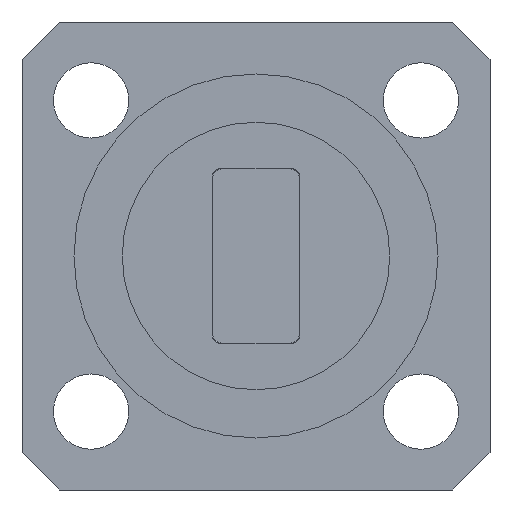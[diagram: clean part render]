
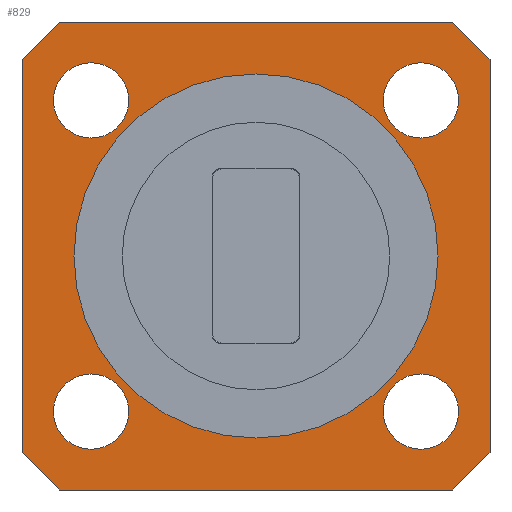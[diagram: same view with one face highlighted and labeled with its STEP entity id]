
A CAD part, left-side view. The second image highlights one B-rep face of the part: STEP entity #829.
In plain terms, the highlighted face is planar.
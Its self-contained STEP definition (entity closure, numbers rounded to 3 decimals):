
#8 = DIRECTION ( 'NONE',  ( -0.707, -0.707, 0. ) ) ;
#38 = EDGE_CURVE ( 'NONE', #1617, #320, #1581, .T. ) ;
#64 = VECTOR ( 'NONE', #2280, 1000. ) ;
#80 = DIRECTION ( 'NONE',  ( 1., 0., 0. ) ) ;
#93 = DIRECTION ( 'NONE',  ( -0.707, 0.707, 0. ) ) ;
#132 = DIRECTION ( 'NONE',  ( 0., 1., 0. ) ) ;
#151 = VECTOR ( 'NONE', #1821, 1000. ) ;
#187 = EDGE_CURVE ( 'NONE', #1558, #1558, #2091, .T. ) ;
#260 = ORIENTED_EDGE ( 'NONE', *, *, #916, .T. ) ;
#268 = EDGE_CURVE ( 'NONE', #654, #2532, #1279, .T. ) ;
#282 = EDGE_LOOP ( 'NONE', ( #2060, #461, #260, #719, #323, #649, #2009, #2069 ) ) ;
#287 = AXIS2_PLACEMENT_3D ( 'NONE', #518, #504, #80 ) ;
#315 = FACE_BOUND ( 'NONE', #1059, .T. ) ;
#320 = VERTEX_POINT ( 'NONE', #1975 ) ;
#323 = ORIENTED_EDGE ( 'NONE', *, *, #387, .T. ) ;
#374 = VECTOR ( 'NONE', #1297, 1000. ) ;
#384 = AXIS2_PLACEMENT_3D ( 'NONE', #2042, #417, #1300 ) ;
#387 = EDGE_CURVE ( 'NONE', #2405, #2514, #2264, .T. ) ;
#417 = DIRECTION ( 'NONE',  ( 0., 0., 1. ) ) ;
#430 = AXIS2_PLACEMENT_3D ( 'NONE', #1381, #1504, #2374 ) ;
#461 = ORIENTED_EDGE ( 'NONE', *, *, #1437, .T. ) ;
#504 = DIRECTION ( 'NONE',  ( 0., 0., 1. ) ) ;
#518 = CARTESIAN_POINT ( 'NONE',  ( -6.35, -6.73, 0. ) ) ;
#529 = FACE_BOUND ( 'NONE', #2250, .T. ) ;
#541 = FACE_BOUND ( 'NONE', #2854, .T. ) ;
#618 = VERTEX_POINT ( 'NONE', #1302 ) ;
#632 = VERTEX_POINT ( 'NONE', #1954 ) ;
#649 = ORIENTED_EDGE ( 'NONE', *, *, #1456, .T. ) ;
#654 = VERTEX_POINT ( 'NONE', #901 ) ;
#719 = ORIENTED_EDGE ( 'NONE', *, *, #2429, .T. ) ;
#744 = FACE_BOUND ( 'NONE', #1623, .T. ) ;
#782 = CARTESIAN_POINT ( 'NONE',  ( 9.55, 8.03, 0. ) ) ;
#796 = VERTEX_POINT ( 'NONE', #1488 ) ;
#821 = EDGE_CURVE ( 'NONE', #822, #822, #2270, .T. ) ;
#822 = VERTEX_POINT ( 'NONE', #2845 ) ;
#829 = ADVANCED_FACE ( 'NONE', ( #744, #541, #315, #529, #1421, #1435 ), #1199, .F. ) ;
#862 = LINE ( 'NONE', #2397, #374 ) ;
#881 = CARTESIAN_POINT ( 'NONE',  ( 6.35, -6.73, 0. ) ) ;
#901 = CARTESIAN_POINT ( 'NONE',  ( -8.03, -9.55, 0. ) ) ;
#916 = EDGE_CURVE ( 'NONE', #796, #1385, #2365, .T. ) ;
#979 = AXIS2_PLACEMENT_3D ( 'NONE', #881, #2462, #1293 ) ;
#989 = CARTESIAN_POINT ( 'NONE',  ( 6.35, 6.73, 0. ) ) ;
#1059 = EDGE_LOOP ( 'NONE', ( #1213 ) ) ;
#1199 = PLANE ( 'NONE',  #430 ) ;
#1213 = ORIENTED_EDGE ( 'NONE', *, *, #2309, .F. ) ;
#1279 = LINE ( 'NONE', #1545, #2633 ) ;
#1283 = DIRECTION ( 'NONE',  ( 0., 0., 1. ) ) ;
#1293 = DIRECTION ( 'NONE',  ( 1., 0., 0. ) ) ;
#1297 = DIRECTION ( 'NONE',  ( 0.707, 0.707, 0. ) ) ;
#1300 = DIRECTION ( 'NONE',  ( 1., 0., 0. ) ) ;
#1302 = CARTESIAN_POINT ( 'NONE',  ( -4.815, -6.73, 0. ) ) ;
#1340 = CARTESIAN_POINT ( 'NONE',  ( -9.55, -9.55, 0. ) ) ;
#1381 = CARTESIAN_POINT ( 'NONE',  ( 0., 0., 0. ) ) ;
#1385 = VERTEX_POINT ( 'NONE', #782 ) ;
#1421 = FACE_BOUND ( 'NONE', #1978, .T. ) ;
#1435 = FACE_OUTER_BOUND ( 'NONE', #282, .T. ) ;
#1437 = EDGE_CURVE ( 'NONE', #2532, #796, #862, .T. ) ;
#1456 = EDGE_CURVE ( 'NONE', #2514, #1617, #2191, .T. ) ;
#1470 = ORIENTED_EDGE ( 'NONE', *, *, #2610, .F. ) ;
#1488 = CARTESIAN_POINT ( 'NONE',  ( 9.55, -8.03, 0. ) ) ;
#1504 = DIRECTION ( 'NONE',  ( 0., 0., -1. ) ) ;
#1532 = VERTEX_POINT ( 'NONE', #2194 ) ;
#1540 = CARTESIAN_POINT ( 'NONE',  ( -8.03, 9.55, 0. ) ) ;
#1545 = CARTESIAN_POINT ( 'NONE',  ( 9.55, -9.55, 0. ) ) ;
#1558 = VERTEX_POINT ( 'NONE', #1942 ) ;
#1581 = LINE ( 'NONE', #1340, #151 ) ;
#1609 = LINE ( 'NONE', #1868, #2019 ) ;
#1617 = VERTEX_POINT ( 'NONE', #1863 ) ;
#1623 = EDGE_LOOP ( 'NONE', ( #1470 ) ) ;
#1626 = ORIENTED_EDGE ( 'NONE', *, *, #187, .F. ) ;
#1630 = CIRCLE ( 'NONE', #2574, 1.535 ) ;
#1675 = CARTESIAN_POINT ( 'NONE',  ( -6.35, 6.73, 0. ) ) ;
#1717 = DIRECTION ( 'NONE',  ( 1., 0., 0. ) ) ;
#1781 = EDGE_CURVE ( 'NONE', #320, #654, #2157, .T. ) ;
#1821 = DIRECTION ( 'NONE',  ( 0., -1., 0. ) ) ;
#1857 = CARTESIAN_POINT ( 'NONE',  ( 8.03, -9.55, 0. ) ) ;
#1863 = CARTESIAN_POINT ( 'NONE',  ( -9.55, 8.03, 0. ) ) ;
#1868 = CARTESIAN_POINT ( 'NONE',  ( 9.55, 8.03, 0. ) ) ;
#1886 = CARTESIAN_POINT ( 'NONE',  ( 8.03, 9.55, 0. ) ) ;
#1942 = CARTESIAN_POINT ( 'NONE',  ( 7.885, 6.73, 0. ) ) ;
#1954 = CARTESIAN_POINT ( 'NONE',  ( -4.815, 6.73, 0. ) ) ;
#1975 = CARTESIAN_POINT ( 'NONE',  ( -9.55, -8.03, 0. ) ) ;
#1978 = EDGE_LOOP ( 'NONE', ( #2882 ) ) ;
#2005 = DIRECTION ( 'NONE',  ( 1., 0., 0. ) ) ;
#2009 = ORIENTED_EDGE ( 'NONE', *, *, #38, .T. ) ;
#2019 = VECTOR ( 'NONE', #93, 1000. ) ;
#2042 = CARTESIAN_POINT ( 'NONE',  ( 0., 0., 0. ) ) ;
#2047 = CARTESIAN_POINT ( 'NONE',  ( -9.55, 9.55, 0. ) ) ;
#2060 = ORIENTED_EDGE ( 'NONE', *, *, #268, .T. ) ;
#2069 = ORIENTED_EDGE ( 'NONE', *, *, #1781, .T. ) ;
#2091 = CIRCLE ( 'NONE', #2731, 1.535 ) ;
#2157 = LINE ( 'NONE', #2543, #2439 ) ;
#2173 = ORIENTED_EDGE ( 'NONE', *, *, #2508, .F. ) ;
#2191 = LINE ( 'NONE', #1540, #2349 ) ;
#2194 = CARTESIAN_POINT ( 'NONE',  ( 7.885, -6.73, 0. ) ) ;
#2199 = DIRECTION ( 'NONE',  ( 1., 0., 0. ) ) ;
#2250 = EDGE_LOOP ( 'NONE', ( #2173 ) ) ;
#2264 = LINE ( 'NONE', #2047, #64 ) ;
#2270 = CIRCLE ( 'NONE', #384, 7.43 ) ;
#2280 = DIRECTION ( 'NONE',  ( -1., 0., 0. ) ) ;
#2307 = CARTESIAN_POINT ( 'NONE',  ( -8.03, 9.55, 0. ) ) ;
#2309 = EDGE_CURVE ( 'NONE', #1532, #1532, #2435, .T. ) ;
#2349 = VECTOR ( 'NONE', #8, 1000. ) ;
#2365 = LINE ( 'NONE', #2796, #2727 ) ;
#2374 = DIRECTION ( 'NONE',  ( -1., 0., 0. ) ) ;
#2397 = CARTESIAN_POINT ( 'NONE',  ( 8.03, -9.55, 0. ) ) ;
#2405 = VERTEX_POINT ( 'NONE', #1886 ) ;
#2429 = EDGE_CURVE ( 'NONE', #1385, #2405, #1609, .T. ) ;
#2435 = CIRCLE ( 'NONE', #979, 1.535 ) ;
#2439 = VECTOR ( 'NONE', #2585, 1000. ) ;
#2462 = DIRECTION ( 'NONE',  ( 0., 0., 1. ) ) ;
#2508 = EDGE_CURVE ( 'NONE', #618, #618, #2668, .T. ) ;
#2514 = VERTEX_POINT ( 'NONE', #2307 ) ;
#2532 = VERTEX_POINT ( 'NONE', #1857 ) ;
#2543 = CARTESIAN_POINT ( 'NONE',  ( -9.55, -8.03, 0. ) ) ;
#2574 = AXIS2_PLACEMENT_3D ( 'NONE', #1675, #2806, #1717 ) ;
#2585 = DIRECTION ( 'NONE',  ( 0.707, -0.707, 0. ) ) ;
#2610 = EDGE_CURVE ( 'NONE', #632, #632, #1630, .T. ) ;
#2633 = VECTOR ( 'NONE', #2005, 1000. ) ;
#2668 = CIRCLE ( 'NONE', #287, 1.535 ) ;
#2727 = VECTOR ( 'NONE', #132, 1000. ) ;
#2731 = AXIS2_PLACEMENT_3D ( 'NONE', #989, #1283, #2199 ) ;
#2796 = CARTESIAN_POINT ( 'NONE',  ( 9.55, 9.55, 0. ) ) ;
#2806 = DIRECTION ( 'NONE',  ( 0., 0., 1. ) ) ;
#2845 = CARTESIAN_POINT ( 'NONE',  ( 7.43, 0., 0. ) ) ;
#2854 = EDGE_LOOP ( 'NONE', ( #1626 ) ) ;
#2882 = ORIENTED_EDGE ( 'NONE', *, *, #821, .F. ) ;
